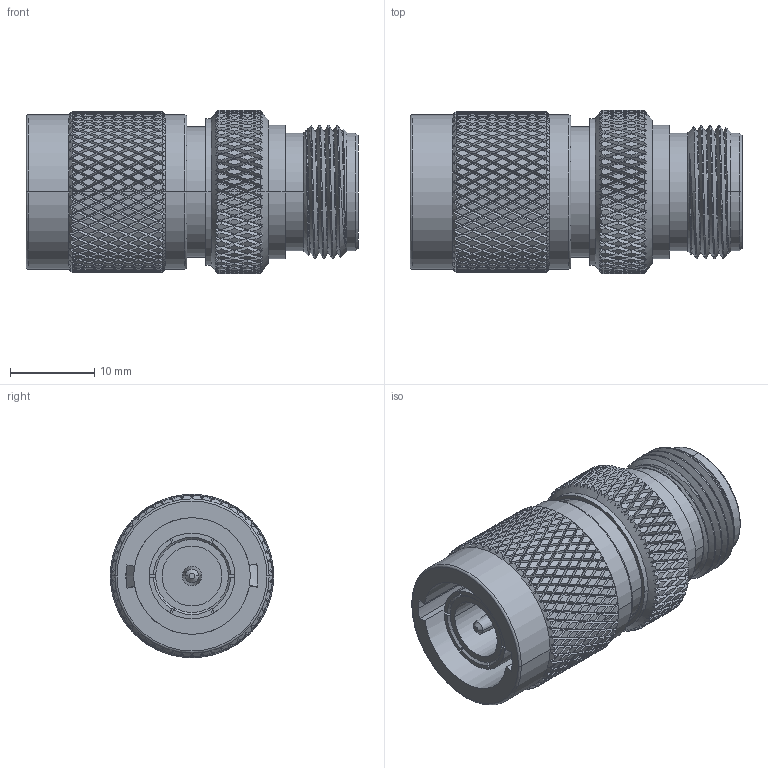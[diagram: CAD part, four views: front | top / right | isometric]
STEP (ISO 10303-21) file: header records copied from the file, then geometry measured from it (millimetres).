
FILE_DESCRIPTION (( 'STEP AP203' ), '1' );
FILE_NAME ('PE9295.step', '2018-05-21T22:51:46', ( '' ), ( '' ), 'SwSTEP 2.0', 'SolidWorks 2017', '' );
FILE_SCHEMA (( 'CONFIG_CONTROL_DESIGN' ));
Products named in the file (1): PE9295
Bounding box: 39.37 x 19.35 x 19.35 mm (x, y, z)
Volume: 7339.6 mm3; surface area: 5620.2 mm2
Topology: 1 solids, 1 shells, 3917 faces, 8407 edges, 4506 vertices
Faces by surface type: bspline 3013, cylinder 808, plane 59, cone 33, torus 4
Entity records: 149253 total; most frequent: CARTESIAN_POINT 98232, ORIENTED_EDGE 16814, EDGE_CURVE 8407, VERTEX_POINT 4506, EDGE_LOOP 3931, ADVANCED_FACE 3917, FACE_OUTER_BOUND 3917, B_SPLINE_CURVE_WITH_KNOTS 3468
